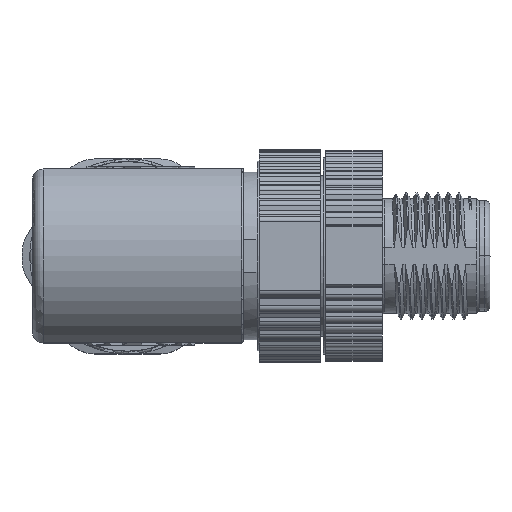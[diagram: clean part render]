
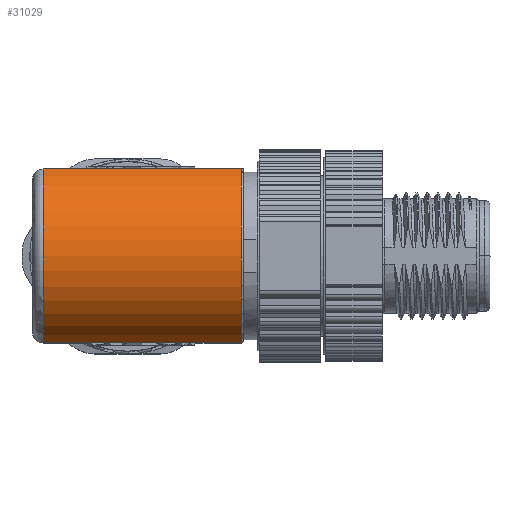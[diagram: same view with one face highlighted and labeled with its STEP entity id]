
A CAD part, top view. The second image highlights one B-rep face of the part: STEP entity #31029.
In plain terms, the highlighted cylindrical face has radius 9 mm (diameter 18 mm), a partial arc.
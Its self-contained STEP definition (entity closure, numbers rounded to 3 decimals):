
#4522=CARTESIAN_POINT('',(1.222,0.,0.));
#4523=DIRECTION('',(-1.,0.,0.));
#4524=DIRECTION('',(0.,-0.917,0.4));
#4525=AXIS2_PLACEMENT_3D('',#4522,#4523,#4524);
#5539=CARTESIAN_POINT('',(1.222,8.25,3.597));
#6507=DIRECTION('',(1.,0.,0.));
#6508=VECTOR('',#6507,18.8);
#6509=CARTESIAN_POINT('',(-17.578,-8.25,3.597));
#6510=LINE('',#6509,#6508);
#6511=DIRECTION('',(1.,0.,0.));
#6512=VECTOR('',#6511,18.8);
#6513=CARTESIAN_POINT('',(-17.578,8.25,3.597));
#6514=LINE('',#6513,#6512);
#6536=CARTESIAN_POINT('',(-17.578,0.,0.));
#6537=DIRECTION('',(1.,0.,0.));
#6538=DIRECTION('',(0.,0.917,0.4));
#6539=AXIS2_PLACEMENT_3D('',#6536,#6537,#6538);
#21237=CARTESIAN_POINT('',(-17.578,8.25,3.597));
#21239=VERTEX_POINT('',#21237);
#21250=CARTESIAN_POINT('',(-17.578,-8.25,3.597));
#21252=VERTEX_POINT('',#21250);
#23573=VERTEX_POINT('',#5539);
#23575=CARTESIAN_POINT('',(1.222,-8.25,3.597));
#23577=VERTEX_POINT('',#23575);
#31017=CARTESIAN_POINT('',(1.422,0.,0.));
#31018=DIRECTION('',(1.,0.,0.));
#31019=DIRECTION('',(0.,1.,0.));
#31020=AXIS2_PLACEMENT_3D('',#31017,#31018,#31019);
#31021=CYLINDRICAL_SURFACE('',#31020,9.);
#31022=ORIENTED_EDGE('',*,*,#29947,.F.);
#31023=ORIENTED_EDGE('',*,*,#29990,.F.);
#31025=ORIENTED_EDGE('',*,*,#31024,.F.);
#31026=ORIENTED_EDGE('',*,*,#30513,.T.);
#31027=EDGE_LOOP('',(#31022,#31023,#31025,#31026));
#31028=FACE_OUTER_BOUND('',#31027,.F.);
#31029=ADVANCED_FACE('',(#31028),#31021,.T.);
#4526=CIRCLE('',#4525,9.);
#6540=CIRCLE('',#6539,9.);
#29947=EDGE_CURVE('',#23577,#23573,#4526,.T.);
#29990=EDGE_CURVE('',#21252,#23577,#6510,.T.);
#30513=EDGE_CURVE('',#21239,#23573,#6514,.T.);
#31024=EDGE_CURVE('',#21239,#21252,#6540,.T.);
